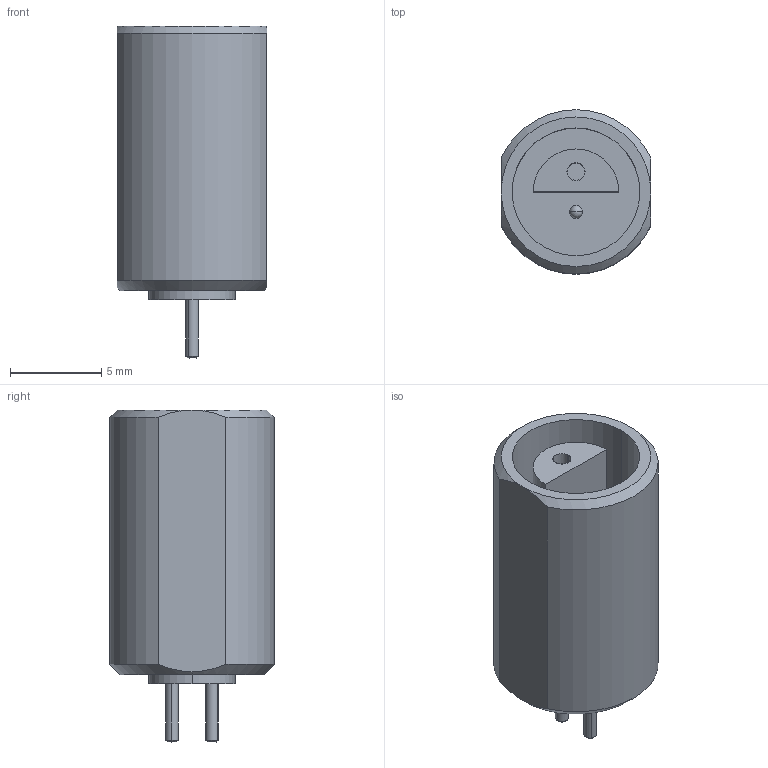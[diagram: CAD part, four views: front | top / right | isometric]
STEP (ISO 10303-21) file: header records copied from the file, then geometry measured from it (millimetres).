
FILE_DESCRIPTION((''),'2;1');
FILE_NAME('LEMO_ECP.0S.302.CLN_Part1.stp','2013-03-20T13:10:59',(''),(''),'Mechanical Desktop 2011','Mechanical Desktop 2011',', , ');
FILE_SCHEMA(('AUTOMOTIVE_DESIGN { 1 2 10303 214 1 1 1 1 }'));
Length unit declared in the file: millimetre
Products named in the file (1): Product
Bounding box: 8.2 x 9 x 18.2 mm (x, y, z)
Volume: 652.1 mm3; surface area: 934.7 mm2
Topology: 7 solids, 7 shells, 46 faces, 88 edges, 55 vertices
Faces by surface type: bspline 16, plane 16, cylinder 12, sphere 2
Entity records: 1412 total; most frequent: CARTESIAN_POINT 464, DIRECTION 188, ORIENTED_EDGE 172, EDGE_CURVE 86, AXIS2_PLACEMENT_3D 79, VERTEX_POINT 55, EDGE_LOOP 51, CIRCLE 48
